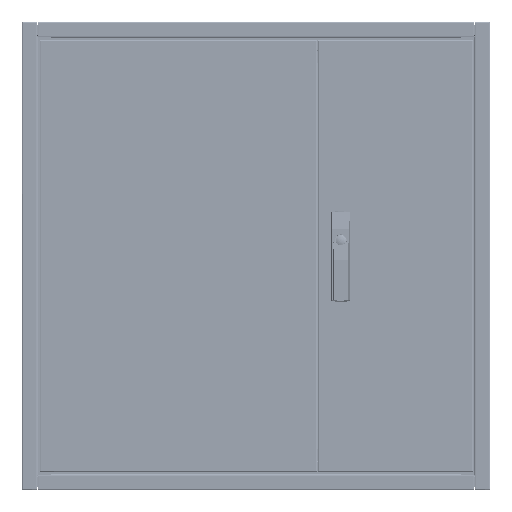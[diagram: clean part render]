
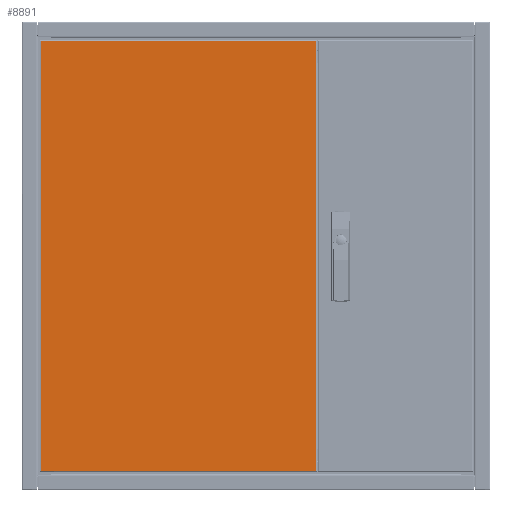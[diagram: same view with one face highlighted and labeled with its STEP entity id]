
A CAD part, top view. The second image highlights one B-rep face of the part: STEP entity #8891.
In plain terms, the highlighted planar face has unit normal (0, 0, 1).
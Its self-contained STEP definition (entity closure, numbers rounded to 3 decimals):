
#8891=ADVANCED_FACE('',(#23474),#23475,.T.);
#23474=FACE_OUTER_BOUND('',#45612,.T.);
#23475=PLANE('',#45613);
#45612=EDGE_LOOP('',(#70343,#70344,#70345,#70346));
#45613=AXIS2_PLACEMENT_3D('',#70347,#70348,#70349);
#70343=ORIENTED_EDGE('',*,*,#129947,.F.);
#70344=ORIENTED_EDGE('',*,*,#130036,.F.);
#70345=ORIENTED_EDGE('',*,*,#129962,.T.);
#70346=ORIENTED_EDGE('',*,*,#129975,.T.);
#70347=CARTESIAN_POINT('',(48.5,626.,138.0));
#70348=DIRECTION('',(0.0,0.0,1.0));
#70349=DIRECTION('',(0.0,-1.0,0.0));
#129947=EDGE_CURVE('',#154776,#154779,#154780,.T.);
#129962=EDGE_CURVE('',#154790,#154806,#154808,.T.);
#129975=EDGE_CURVE('',#154806,#154779,#154830,.T.);
#130036=EDGE_CURVE('',#154790,#154776,#154924,.T.);
#154776=VERTEX_POINT('',#191023);
#154779=VERTEX_POINT('',#191026);
#154780=LINE('',#191027,#191028);
#154790=VERTEX_POINT('',#191041);
#154806=VERTEX_POINT('',#191106);
#154808=LINE('',#191108,#191109);
#154830=LINE('',#191137,#191138);
#154924=LINE('',#191267,#191268);
#191023=CARTESIAN_POINT('',(539.0,823.0,138.0));
#191026=CARTESIAN_POINT('',(539.0,35.0,138.0));
#191027=CARTESIAN_POINT('',(539.,429.0,138.0));
#191028=VECTOR('',#237932,1.0);
#191041=CARTESIAN_POINT('',(34.5,823.0,138.));
#191106=CARTESIAN_POINT('',(34.5,35.0,138.));
#191108=CARTESIAN_POINT('',(34.5,429.0,138.0));
#191109=VECTOR('',#237948,1.0);
#191137=CARTESIAN_POINT('',(48.5,35.0,138.0));
#191138=VECTOR('',#237967,1.0);
#191267=CARTESIAN_POINT('',(48.5,823.,138.));
#191268=VECTOR('',#238045,1.0);
#237932=DIRECTION('',(0.0,-1.0,0.0));
#237948=DIRECTION('',(0.0,-1.0,0.0));
#237967=DIRECTION('',(1.0,0.0,0.0));
#238045=DIRECTION('',(1.0,0.0,0.0));
